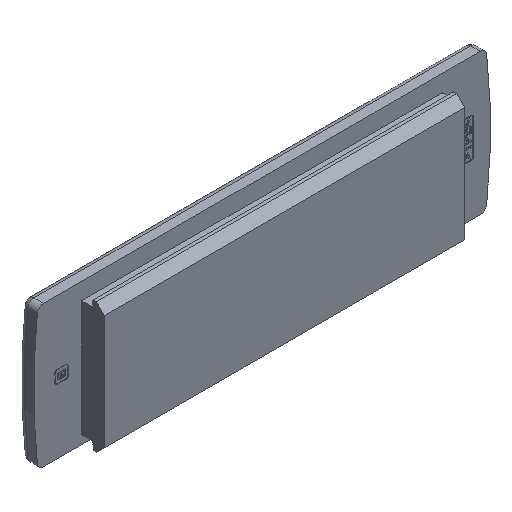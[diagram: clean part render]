
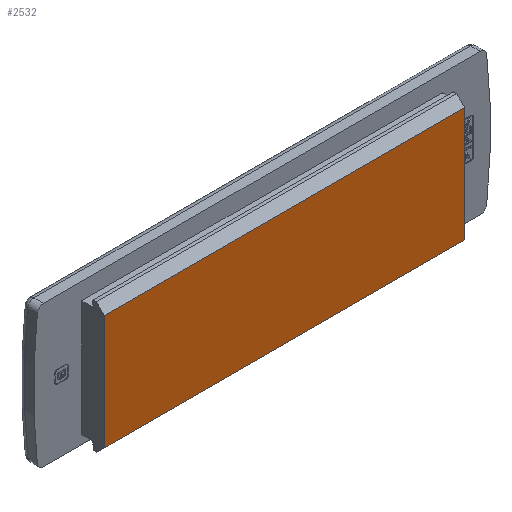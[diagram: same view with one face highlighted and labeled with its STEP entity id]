
A CAD part, isometric view. The second image highlights one B-rep face of the part: STEP entity #2532.
In plain terms, the highlighted planar face has unit normal (0, -1, 0).
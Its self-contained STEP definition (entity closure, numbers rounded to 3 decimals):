
#648=FACE_OUTER_BOUND('',#4148,.T.);
#2532=ADVANCED_FACE('KES_ECO_T1',(#648),#3268,.F.);
#3268=PLANE('',#16801);
#4148=EDGE_LOOP('',(#5906,#5907,#5908,#5909));
#5906=ORIENTED_EDGE('',*,*,#11888,.F.);
#5907=ORIENTED_EDGE('',*,*,#11889,.T.);
#5908=ORIENTED_EDGE('',*,*,#11890,.T.);
#5909=ORIENTED_EDGE('',*,*,#11891,.T.);
#10124=VERTEX_POINT('',#33910);
#10125=VERTEX_POINT('',#33911);
#10126=VERTEX_POINT('',#33913);
#10127=VERTEX_POINT('',#33915);
#11888=EDGE_CURVE('',#10124,#10125,#13861,.T.);
#11889=EDGE_CURVE('',#10124,#10126,#13862,.T.);
#11890=EDGE_CURVE('',#10126,#10127,#13863,.T.);
#11891=EDGE_CURVE('',#10127,#10125,#13864,.T.);
#13861=LINE('',#33909,#15318);
#13862=LINE('',#33912,#15319);
#13863=LINE('',#33914,#15320);
#13864=LINE('',#33916,#15321);
#15318=VECTOR('',#17497,1.);
#15319=VECTOR('',#17498,1.);
#15320=VECTOR('',#17499,1.);
#15321=VECTOR('',#17500,1.);
#16801=AXIS2_PLACEMENT_3D('',#33917,#17501,#17502);
#17497=DIRECTION('',(0.,0.,1.));
#17498=DIRECTION('',(1.,0.,0.));
#17499=DIRECTION('',(0.,0.,1.));
#17500=DIRECTION('',(-1.,0.,0.));
#17501=DIRECTION('',(0.,1.,0.));
#17502=DIRECTION('',(0.,0.,-1.));
#33909=CARTESIAN_POINT('',(-56.,0.,-21.987));
#33910=CARTESIAN_POINT('',(-56.,0.,-19.354));
#33911=CARTESIAN_POINT('',(-56.,0.,16.25));
#33912=CARTESIAN_POINT('',(56.,0.,-19.354));
#33913=CARTESIAN_POINT('',(56.,0.,-19.354));
#33914=CARTESIAN_POINT('',(56.,0.,-21.987));
#33915=CARTESIAN_POINT('',(56.,0.,16.25));
#33916=CARTESIAN_POINT('',(-56.,0.,16.25));
#33917=CARTESIAN_POINT('',(-55.75,0.,-17.75));
